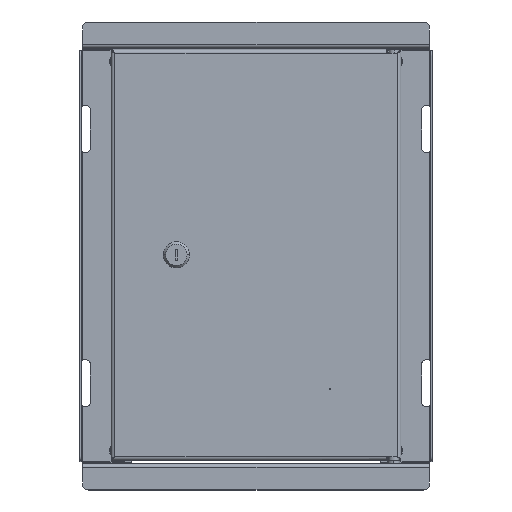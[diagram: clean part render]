
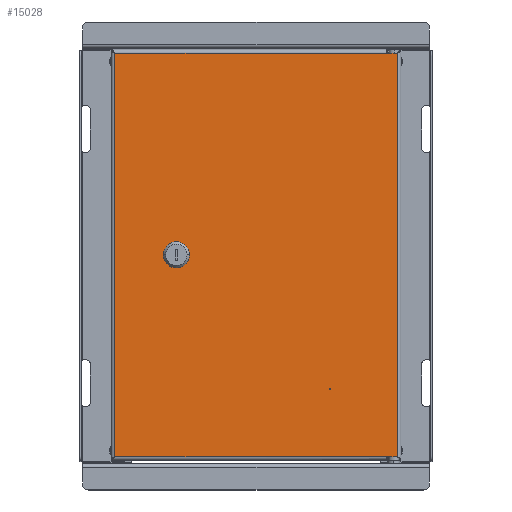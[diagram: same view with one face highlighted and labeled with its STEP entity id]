
A CAD part, top view. The second image highlights one B-rep face of the part: STEP entity #15028.
In plain terms, the highlighted planar face has unit normal (0, 0, 1).
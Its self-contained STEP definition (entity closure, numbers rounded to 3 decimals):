
#110 = VECTOR ( 'NONE', #1862, 1000. ) ;
#151 = CARTESIAN_POINT ( 'NONE',  ( -118.9, 169.9, 0. ) ) ;
#277 = ORIENTED_EDGE ( 'NONE', *, *, #3864, .F. ) ;
#329 = LINE ( 'NONE', #1848, #9740 ) ;
#599 = CIRCLE ( 'NONE', #13154, 0.5 ) ;
#1007 = DIRECTION ( 'NONE',  ( 0., 0., 1. ) ) ;
#1135 = DIRECTION ( 'NONE',  ( 0., 0., 1. ) ) ;
#1249 = EDGE_LOOP ( 'NONE', ( #5611, #4905, #10411, #2079, #5331, #5165 ) ) ;
#1527 = AXIS2_PLACEMENT_3D ( 'NONE', #10301, #1135, #5885 ) ;
#1683 = EDGE_CURVE ( 'NONE', #16690, #12863, #12971, .T. ) ;
#1722 = CARTESIAN_POINT ( 'NONE',  ( 0., 0., 0. ) ) ;
#1727 = AXIS2_PLACEMENT_3D ( 'NONE', #1722, #4225, #9419 ) ;
#1805 = FACE_BOUND ( 'NONE', #9173, .T. ) ;
#1848 = CARTESIAN_POINT ( 'NONE',  ( -75.25, -4.71, 0. ) ) ;
#1862 = DIRECTION ( 'NONE',  ( -1., 0., 0. ) ) ;
#2079 = ORIENTED_EDGE ( 'NONE', *, *, #3154, .T. ) ;
#2572 = CARTESIAN_POINT ( 'NONE',  ( -75.25, -4.71, 0. ) ) ;
#2653 = VECTOR ( 'NONE', #3957, 1000. ) ;
#3078 = VECTOR ( 'NONE', #10080, 1000. ) ;
#3154 = EDGE_CURVE ( 'NONE', #10579, #5344, #9055, .T. ) ;
#3244 = EDGE_CURVE ( 'NONE', #8316, #3397, #329, .T. ) ;
#3320 = ORIENTED_EDGE ( 'NONE', *, *, #12773, .F. ) ;
#3397 = VERTEX_POINT ( 'NONE', #2572 ) ;
#3408 = VERTEX_POINT ( 'NONE', #7712 ) ;
#3864 = EDGE_CURVE ( 'NONE', #5726, #8316, #12466, .T. ) ;
#3957 = DIRECTION ( 'NONE',  ( 0., 1., 0. ) ) ;
#3992 = CARTESIAN_POINT ( 'NONE',  ( -67., 0., 0. ) ) ;
#4225 = DIRECTION ( 'NONE',  ( 0., 0., 1. ) ) ;
#4335 = EDGE_CURVE ( 'NONE', #16295, #3408, #6123, .T. ) ;
#4419 = ORIENTED_EDGE ( 'NONE', *, *, #5858, .F. ) ;
#4613 = VECTOR ( 'NONE', #5857, 1000. ) ;
#4684 = CARTESIAN_POINT ( 'NONE',  ( -75.25, 4.71, 0. ) ) ;
#4729 = VECTOR ( 'NONE', #13376, 1000. ) ;
#4905 = ORIENTED_EDGE ( 'NONE', *, *, #7346, .T. ) ;
#5119 = CARTESIAN_POINT ( 'NONE',  ( 110., 169.9, 0. ) ) ;
#5165 = ORIENTED_EDGE ( 'NONE', *, *, #1683, .T. ) ;
#5331 = ORIENTED_EDGE ( 'NONE', *, *, #13872, .T. ) ;
#5344 = VERTEX_POINT ( 'NONE', #9315 ) ;
#5361 = VERTEX_POINT ( 'NONE', #8540 ) ;
#5426 = CARTESIAN_POINT ( 'NONE',  ( 110., -169.9, 0. ) ) ;
#5513 = LINE ( 'NONE', #6970, #4613 ) ;
#5608 = CARTESIAN_POINT ( 'NONE',  ( 120.788, 169.9, 0. ) ) ;
#5611 = ORIENTED_EDGE ( 'NONE', *, *, #10285, .T. ) ;
#5682 = CARTESIAN_POINT ( 'NONE',  ( 62., -113., 0. ) ) ;
#5726 = VERTEX_POINT ( 'NONE', #14636 ) ;
#5857 = DIRECTION ( 'NONE',  ( 1., 0., 0. ) ) ;
#5858 = EDGE_CURVE ( 'NONE', #3397, #12062, #8906, .T. ) ;
#5885 = DIRECTION ( 'NONE',  ( 1., 0., 0. ) ) ;
#6123 = CIRCLE ( 'NONE', #14519, 0.5 ) ;
#6970 = CARTESIAN_POINT ( 'NONE',  ( -120.788, -169.9, 0. ) ) ;
#7081 = CARTESIAN_POINT ( 'NONE',  ( -120.788, -169.9, 0. ) ) ;
#7139 = DIRECTION ( 'NONE',  ( 1., 0., 0. ) ) ;
#7301 = DIRECTION ( 'NONE',  ( 0., -1., 0. ) ) ;
#7346 = EDGE_CURVE ( 'NONE', #5361, #11154, #5513, .T. ) ;
#7441 = CARTESIAN_POINT ( 'NONE',  ( -58.75, -4.71, 0. ) ) ;
#7565 = CARTESIAN_POINT ( 'NONE',  ( -118.9, 171.788, 0. ) ) ;
#7610 = CARTESIAN_POINT ( 'NONE',  ( 62., -113., 0. ) ) ;
#7712 = CARTESIAN_POINT ( 'NONE',  ( 61.5, -113., 0. ) ) ;
#7835 = DIRECTION ( 'NONE',  ( 1., 0., 0. ) ) ;
#8164 = DIRECTION ( 'NONE',  ( 0., 0., 1. ) ) ;
#8227 = PLANE ( 'NONE',  #1727 ) ;
#8316 = VERTEX_POINT ( 'NONE', #4684 ) ;
#8370 = CARTESIAN_POINT ( 'NONE',  ( 120.788, 169.9, 0. ) ) ;
#8540 = CARTESIAN_POINT ( 'NONE',  ( -118.9, -169.9, 0. ) ) ;
#8906 = CIRCLE ( 'NONE', #1527, 9.5 ) ;
#9055 = LINE ( 'NONE', #13139, #2653 ) ;
#9173 = EDGE_LOOP ( 'NONE', ( #3320, #15671 ) ) ;
#9315 = CARTESIAN_POINT ( 'NONE',  ( 118.9, 169.9, 0. ) ) ;
#9342 = ORIENTED_EDGE ( 'NONE', *, *, #3244, .F. ) ;
#9419 = DIRECTION ( 'NONE',  ( 1., 0., 0. ) ) ;
#9550 = DIRECTION ( 'NONE',  ( 0., -1., 0. ) ) ;
#9586 = FACE_OUTER_BOUND ( 'NONE', #1249, .T. ) ;
#9740 = VECTOR ( 'NONE', #9550, 1000. ) ;
#9768 = LINE ( 'NONE', #7565, #15790 ) ;
#10080 = DIRECTION ( 'NONE',  ( 0., 1., 0. ) ) ;
#10285 = EDGE_CURVE ( 'NONE', #12863, #5361, #9768, .T. ) ;
#10301 = CARTESIAN_POINT ( 'NONE',  ( -67., 0., 0. ) ) ;
#10411 = ORIENTED_EDGE ( 'NONE', *, *, #13036, .T. ) ;
#10542 = VECTOR ( 'NONE', #10655, 1000. ) ;
#10579 = VERTEX_POINT ( 'NONE', #14662 ) ;
#10655 = DIRECTION ( 'NONE',  ( -1., 0., 0. ) ) ;
#11154 = VERTEX_POINT ( 'NONE', #5426 ) ;
#11491 = CARTESIAN_POINT ( 'NONE',  ( -58.75, -4.71, 0. ) ) ;
#12062 = VERTEX_POINT ( 'NONE', #11491 ) ;
#12280 = LINE ( 'NONE', #8370, #110 ) ;
#12310 = EDGE_LOOP ( 'NONE', ( #277, #16832, #4419, #9342 ) ) ;
#12466 = CIRCLE ( 'NONE', #14629, 9.5 ) ;
#12653 = CARTESIAN_POINT ( 'NONE',  ( 62.5, -113., 0. ) ) ;
#12733 = EDGE_CURVE ( 'NONE', #12062, #5726, #16719, .T. ) ;
#12773 = EDGE_CURVE ( 'NONE', #3408, #16295, #599, .T. ) ;
#12863 = VERTEX_POINT ( 'NONE', #151 ) ;
#12971 = LINE ( 'NONE', #5608, #10542 ) ;
#13036 = EDGE_CURVE ( 'NONE', #11154, #10579, #15992, .T. ) ;
#13139 = CARTESIAN_POINT ( 'NONE',  ( 118.9, -171.788, 0. ) ) ;
#13154 = AXIS2_PLACEMENT_3D ( 'NONE', #7610, #1007, #15244 ) ;
#13376 = DIRECTION ( 'NONE',  ( 1., 0., 0. ) ) ;
#13872 = EDGE_CURVE ( 'NONE', #5344, #16690, #12280, .T. ) ;
#14446 = DIRECTION ( 'NONE',  ( 0., 0., 1. ) ) ;
#14519 = AXIS2_PLACEMENT_3D ( 'NONE', #5682, #8164, #7139 ) ;
#14629 = AXIS2_PLACEMENT_3D ( 'NONE', #3992, #14446, #7835 ) ;
#14636 = CARTESIAN_POINT ( 'NONE',  ( -58.75, 4.71, 0. ) ) ;
#14662 = CARTESIAN_POINT ( 'NONE',  ( 118.9, -169.9, 0. ) ) ;
#15028 = ADVANCED_FACE ( 'NONE', ( #1805, #16036, #9586 ), #8227, .T. ) ;
#15244 = DIRECTION ( 'NONE',  ( 1., 0., 0. ) ) ;
#15671 = ORIENTED_EDGE ( 'NONE', *, *, #4335, .F. ) ;
#15790 = VECTOR ( 'NONE', #7301, 1000. ) ;
#15992 = LINE ( 'NONE', #7081, #4729 ) ;
#16036 = FACE_BOUND ( 'NONE', #12310, .T. ) ;
#16295 = VERTEX_POINT ( 'NONE', #12653 ) ;
#16690 = VERTEX_POINT ( 'NONE', #5119 ) ;
#16719 = LINE ( 'NONE', #7441, #3078 ) ;
#16832 = ORIENTED_EDGE ( 'NONE', *, *, #12733, .F. ) ;
